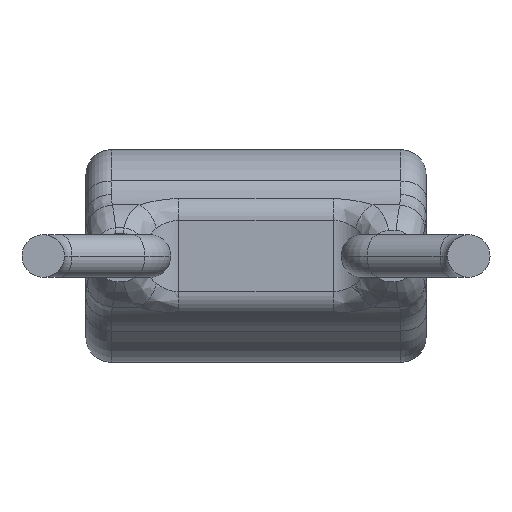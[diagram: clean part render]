
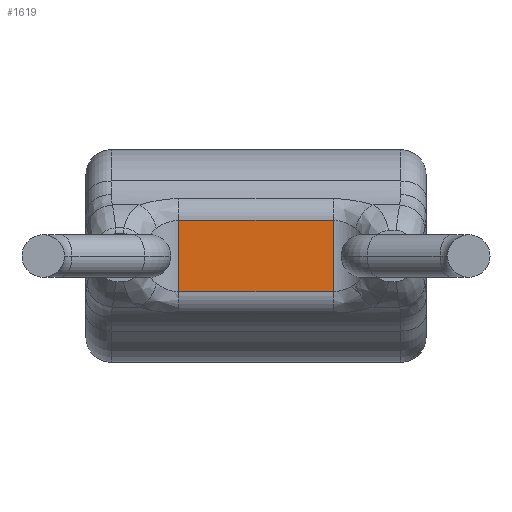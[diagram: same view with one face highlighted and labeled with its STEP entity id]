
A CAD part, front view. The second image highlights one B-rep face of the part: STEP entity #1619.
In plain terms, the highlighted planar face has unit normal (0, -1, 0).
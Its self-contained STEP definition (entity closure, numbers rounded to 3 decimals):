
#221 = ORIENTED_EDGE ( 'NONE', *, *, #380, .T. ) ;
#346 = PLANE ( 'NONE',  #2567 ) ;
#348 = VECTOR ( 'NONE', #3133, 1000. ) ;
#380 = EDGE_CURVE ( 'NONE', #1345, #2344, #920, .T. ) ;
#584 = VECTOR ( 'NONE', #1902, 1000. ) ;
#651 = DIRECTION ( 'NONE',  ( 0., 0., 1. ) ) ;
#693 = CARTESIAN_POINT ( 'NONE',  ( 0.907, 2.196, 0.418 ) ) ;
#726 = ORIENTED_EDGE ( 'NONE', *, *, #3117, .T. ) ;
#742 = VERTEX_POINT ( 'NONE', #787 ) ;
#787 = CARTESIAN_POINT ( 'NONE',  ( -0.907, 2.196, -0.418 ) ) ;
#861 = EDGE_CURVE ( 'NONE', #742, #2344, #2454, .T. ) ;
#864 = VERTEX_POINT ( 'NONE', #2473 ) ;
#920 = LINE ( 'NONE', #1143, #584 ) ;
#1095 = LINE ( 'NONE', #2855, #2246 ) ;
#1116 = DIRECTION ( 'NONE',  ( 0., -1., 0. ) ) ;
#1143 = CARTESIAN_POINT ( 'NONE',  ( 0.907, 2.196, 0.418 ) ) ;
#1262 = EDGE_LOOP ( 'NONE', ( #2168, #1781, #726, #221 ) ) ;
#1345 = VERTEX_POINT ( 'NONE', #693 ) ;
#1428 = CARTESIAN_POINT ( 'NONE',  ( -0.907, 2.196, -1.25 ) ) ;
#1582 = DIRECTION ( 'NONE',  ( 0., 0., -1. ) ) ;
#1619 = ADVANCED_FACE ( 'NONE', ( #1875 ), #346, .T. ) ;
#1781 = ORIENTED_EDGE ( 'NONE', *, *, #1882, .T. ) ;
#1800 = CARTESIAN_POINT ( 'NONE',  ( -0.907, 2.196, 0.418 ) ) ;
#1852 = LINE ( 'NONE', #2619, #348 ) ;
#1875 = FACE_OUTER_BOUND ( 'NONE', #1262, .T. ) ;
#1882 = EDGE_CURVE ( 'NONE', #742, #864, #1852, .T. ) ;
#1902 = DIRECTION ( 'NONE',  ( -1., 0., 0. ) ) ;
#1948 = VECTOR ( 'NONE', #651, 1000. ) ;
#2168 = ORIENTED_EDGE ( 'NONE', *, *, #861, .F. ) ;
#2246 = VECTOR ( 'NONE', #2871, 1000. ) ;
#2344 = VERTEX_POINT ( 'NONE', #1800 ) ;
#2454 = LINE ( 'NONE', #1428, #1948 ) ;
#2473 = CARTESIAN_POINT ( 'NONE',  ( 0.907, 2.196, -0.418 ) ) ;
#2567 = AXIS2_PLACEMENT_3D ( 'NONE', #2628, #1116, #1582 ) ;
#2619 = CARTESIAN_POINT ( 'NONE',  ( 0.907, 2.196, -0.418 ) ) ;
#2628 = CARTESIAN_POINT ( 'NONE',  ( 0.907, 2.196, -1.25 ) ) ;
#2855 = CARTESIAN_POINT ( 'NONE',  ( 0.907, 2.196, -1.25 ) ) ;
#2871 = DIRECTION ( 'NONE',  ( 0., 0., 1. ) ) ;
#3117 = EDGE_CURVE ( 'NONE', #864, #1345, #1095, .T. ) ;
#3133 = DIRECTION ( 'NONE',  ( 1., 0., 0. ) ) ;
